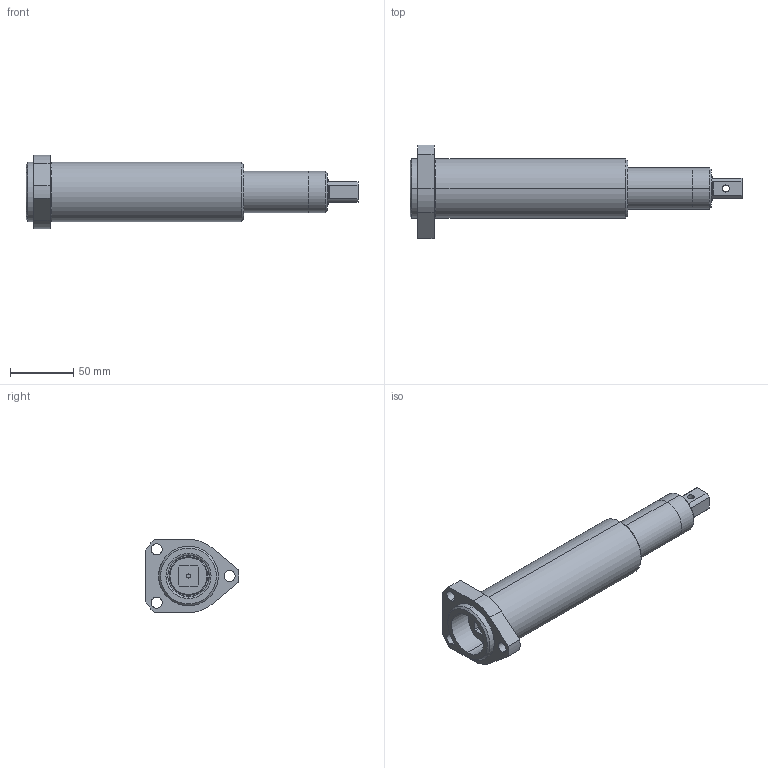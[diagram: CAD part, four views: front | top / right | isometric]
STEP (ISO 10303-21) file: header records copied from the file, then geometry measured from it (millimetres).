
FILE_DESCRIPTION (( 'STEP AP203' ), '1' );
FILE_NAME ('SA-3S3-2-62-75.STEP', '2024-11-19T15:49:22', ( '' ), ( '' ), 'SwSTEP 2.0', 'SolidWorks 2024', '' );
FILE_SCHEMA (( 'CONFIG_CONTROL_DESIGN' ));
Length unit declared in the file: inch
Products named in the file (1): SA-3S3-2-62-75
Bounding box: 261.59 x 73.63 x 57.91 mm (x, y, z)
Volume: 264501.8 mm3; surface area: 123441.3 mm2
Topology: 9 solids, 9 shells, 179 faces, 404 edges, 249 vertices
Faces by surface type: cylinder 83, plane 52, cone 30, torus 14
Entity records: 5311 total; most frequent: CARTESIAN_POINT 1059, DIRECTION 950, ORIENTED_EDGE 804, EDGE_CURVE 402, AXIS2_PLACEMENT_3D 388, VERTEX_POINT 249, EDGE_LOOP 213, CIRCLE 208
